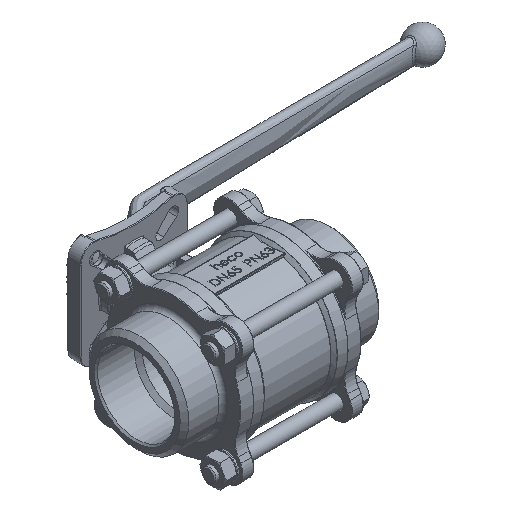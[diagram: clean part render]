
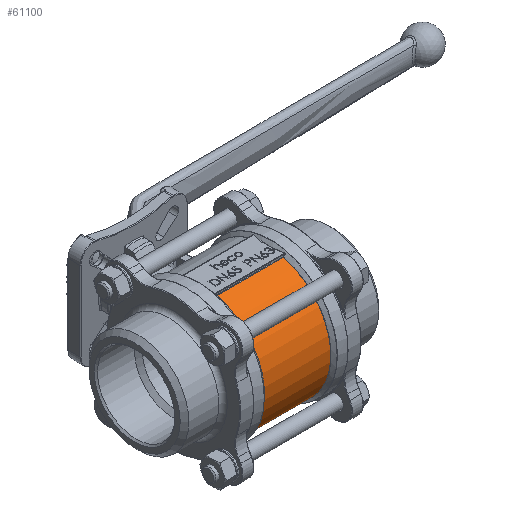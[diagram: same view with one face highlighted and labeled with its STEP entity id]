
A CAD part, isometric view. The second image highlights one B-rep face of the part: STEP entity #61100.
In plain terms, the highlighted cylindrical face has radius 59.5 mm (diameter 119 mm), a partial arc.
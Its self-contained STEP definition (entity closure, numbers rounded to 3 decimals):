
#1078 = EDGE_CURVE ( 'NONE', #6349, #33950, #11687, .T. ) ;
#6349 = VERTEX_POINT ( 'NONE', #9666 ) ;
#8746 = CARTESIAN_POINT ( 'NONE',  ( 34., 0., 0. ) ) ;
#9666 = CARTESIAN_POINT ( 'NONE',  ( 30.886, -15.223, -57.52 ) ) ;
#11687 = CIRCLE ( 'NONE', #51810, 59.5 ) ;
#12833 = DIRECTION ( 'NONE',  ( -1., 0., 0. ) ) ;
#13000 = EDGE_LOOP ( 'NONE', ( #64273, #46294, #18769, #47328 ) ) ;
#13252 = DIRECTION ( 'NONE',  ( -1., 0., 0. ) ) ;
#13790 = CARTESIAN_POINT ( 'NONE',  ( -30.886, -15.223, 57.52 ) ) ;
#14859 = DIRECTION ( 'NONE',  ( 0., 0., -1. ) ) ;
#17636 = LINE ( 'NONE', #47225, #32896 ) ;
#18769 = ORIENTED_EDGE ( 'NONE', *, *, #51673, .T. ) ;
#18793 = CARTESIAN_POINT ( 'NONE',  ( -30.886, -15.223, -57.52 ) ) ;
#20014 = DIRECTION ( 'NONE',  ( 1., 0., 0. ) ) ;
#25420 = CARTESIAN_POINT ( 'NONE',  ( 30.886, -15.223, 57.52 ) ) ;
#32896 = VECTOR ( 'NONE', #62792, 1000. ) ;
#33372 = VECTOR ( 'NONE', #12833, 1000. ) ;
#33950 = VERTEX_POINT ( 'NONE', #25420 ) ;
#35795 = DIRECTION ( 'NONE',  ( 0., 0., 1. ) ) ;
#36681 = CARTESIAN_POINT ( 'NONE',  ( -30.886, 0., 0. ) ) ;
#38833 = FACE_OUTER_BOUND ( 'NONE', #13000, .T. ) ;
#39190 = AXIS2_PLACEMENT_3D ( 'NONE', #36681, #20014, #14859 ) ;
#46294 = ORIENTED_EDGE ( 'NONE', *, *, #1078, .T. ) ;
#46500 = LINE ( 'NONE', #56496, #33372 ) ;
#47225 = CARTESIAN_POINT ( 'NONE',  ( 34., -15.223, -57.52 ) ) ;
#47328 = ORIENTED_EDGE ( 'NONE', *, *, #72333, .T. ) ;
#48116 = EDGE_CURVE ( 'NONE', #53308, #6349, #17636, .T. ) ;
#49834 = CIRCLE ( 'NONE', #39190, 59.5 ) ;
#51673 = EDGE_CURVE ( 'NONE', #33950, #66835, #46500, .T. ) ;
#51810 = AXIS2_PLACEMENT_3D ( 'NONE', #68706, #13252, #35795 ) ;
#53308 = VERTEX_POINT ( 'NONE', #18793 ) ;
#55874 = CYLINDRICAL_SURFACE ( 'NONE', #63995, 59.5 ) ;
#56496 = CARTESIAN_POINT ( 'NONE',  ( 34., -15.223, 57.52 ) ) ;
#59043 = DIRECTION ( 'NONE',  ( 0., 0., 1. ) ) ;
#61100 = ADVANCED_FACE ( 'NONE', ( #38833 ), #55874, .T. ) ;
#62792 = DIRECTION ( 'NONE',  ( 1., 0., 0. ) ) ;
#63995 = AXIS2_PLACEMENT_3D ( 'NONE', #8746, #71195, #59043 ) ;
#64273 = ORIENTED_EDGE ( 'NONE', *, *, #48116, .T. ) ;
#66835 = VERTEX_POINT ( 'NONE', #13790 ) ;
#68706 = CARTESIAN_POINT ( 'NONE',  ( 30.886, 0., 0. ) ) ;
#71195 = DIRECTION ( 'NONE',  ( -1., 0., 0. ) ) ;
#72333 = EDGE_CURVE ( 'NONE', #66835, #53308, #49834, .T. ) ;
